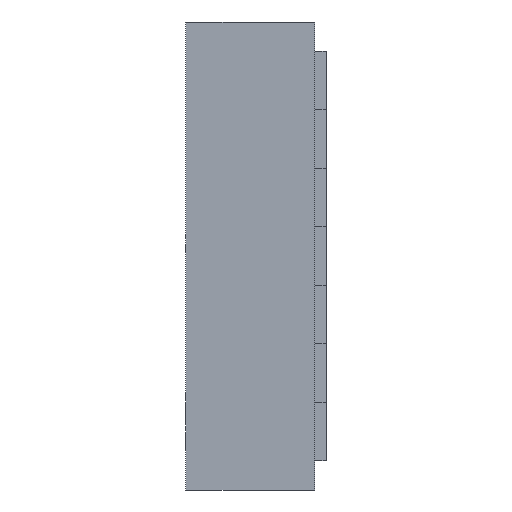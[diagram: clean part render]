
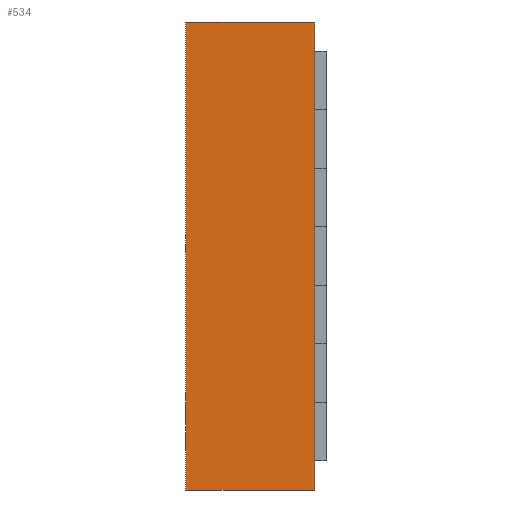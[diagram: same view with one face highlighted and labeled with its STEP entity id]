
A CAD part, left-side view. The second image highlights one B-rep face of the part: STEP entity #534.
In plain terms, the highlighted planar face has unit normal (-1, 0, 0).
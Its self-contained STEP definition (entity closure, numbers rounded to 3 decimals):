
#127 = VERTEX_POINT('',#128);
#128 = CARTESIAN_POINT('',(-1.5,0.05,1.));
#134 = EDGE_CURVE('',#135,#127,#137,.T.);
#135 = VERTEX_POINT('',#136);
#136 = CARTESIAN_POINT('',(-1.5,0.05,-1.));
#137 = LINE('',#138,#139);
#138 = CARTESIAN_POINT('',(-1.5,0.05,1.));
#139 = VECTOR('',#140,1.);
#140 = DIRECTION('',(0.,0.,1.));
#517 = VERTEX_POINT('',#518);
#518 = CARTESIAN_POINT('',(-1.5,0.6,1.));
#524 = EDGE_CURVE('',#517,#127,#525,.T.);
#525 = LINE('',#526,#527);
#526 = CARTESIAN_POINT('',(-1.5,0.6,1.));
#527 = VECTOR('',#528,1.);
#528 = DIRECTION('',(-0.,-1.,-0.));
#534 = ADVANCED_FACE('',(#535),#553,.F.);
#535 = FACE_BOUND('',#536,.T.);
#536 = EDGE_LOOP('',(#537,#538,#539,#547));
#537 = ORIENTED_EDGE('',*,*,#134,.T.);
#538 = ORIENTED_EDGE('',*,*,#524,.F.);
#539 = ORIENTED_EDGE('',*,*,#540,.F.);
#540 = EDGE_CURVE('',#541,#517,#543,.T.);
#541 = VERTEX_POINT('',#542);
#542 = CARTESIAN_POINT('',(-1.5,0.6,-1.));
#543 = LINE('',#544,#545);
#544 = CARTESIAN_POINT('',(-1.5,0.6,1.));
#545 = VECTOR('',#546,1.);
#546 = DIRECTION('',(0.,0.,1.));
#547 = ORIENTED_EDGE('',*,*,#548,.T.);
#548 = EDGE_CURVE('',#541,#135,#549,.T.);
#549 = LINE('',#550,#551);
#550 = CARTESIAN_POINT('',(-1.5,0.6,-1.));
#551 = VECTOR('',#552,1.);
#552 = DIRECTION('',(-0.,-1.,-0.));
#553 = PLANE('',#554);
#554 = AXIS2_PLACEMENT_3D('',#555,#556,#557);
#555 = CARTESIAN_POINT('',(-1.5,0.6,1.));
#556 = DIRECTION('',(1.,0.,0.));
#557 = DIRECTION('',(0.,0.,-1.));
